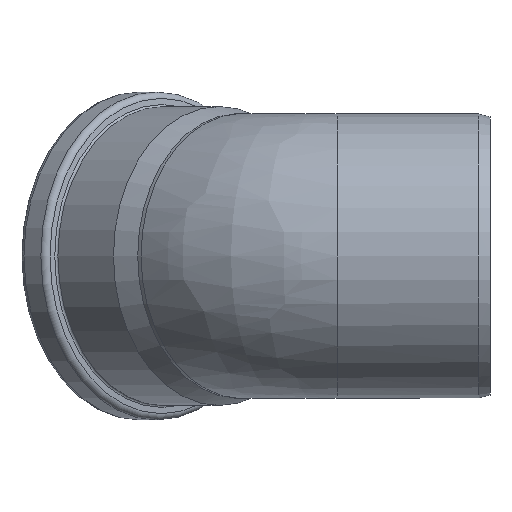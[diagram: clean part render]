
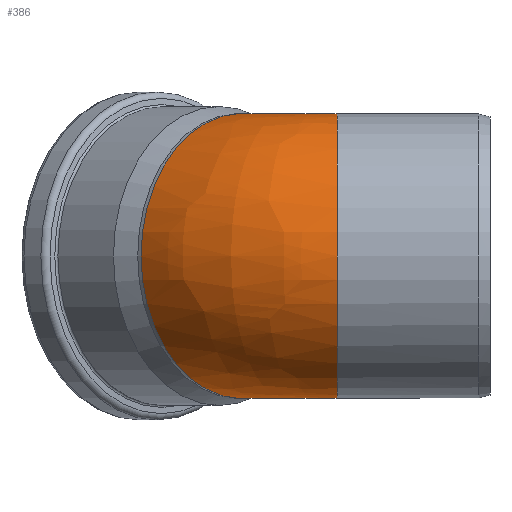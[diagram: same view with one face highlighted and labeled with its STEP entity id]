
A CAD part, left-side view. The second image highlights one B-rep face of the part: STEP entity #386.
In plain terms, the highlighted free-form (B-spline) face has degree [2, 2] with [9, 3] control points.
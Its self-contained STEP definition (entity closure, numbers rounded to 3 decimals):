
#29=(
BOUNDED_SURFACE()
B_SPLINE_SURFACE(2,2,((#709,#710,#711),(#712,#713,#714),(#715,#716,#717),
(#718,#719,#720),(#721,#722,#723),(#724,#725,#726),(#727,#728,#729),(#730,
#731,#732),(#733,#734,#735)),.UNSPECIFIED.,.F.,.F.,.F.)
B_SPLINE_SURFACE_WITH_KNOTS((3,2,2,2,3),(3,3),(-2.742,-1.371,
0.,1.371,2.742),(0.,
0.785),.UNSPECIFIED.)
GEOMETRIC_REPRESENTATION_ITEM()
RATIONAL_B_SPLINE_SURFACE(((1.,0.924,1.),(0.774,
0.715,0.774),(1.,0.924,1.),(0.774,
0.715,0.774),(1.,0.924,1.),(0.774,
0.715,0.774),(1.,0.924,1.),(0.774,
0.715,0.774),(1.,0.924,1.)))
REPRESENTATION_ITEM('')
SURFACE()
);
#46=B_SPLINE_CURVE_WITH_KNOTS('',3,(#660,#661,#662,#663,#664,#665,#666),
 .UNSPECIFIED.,.F.,.F.,(4,3,4),(-0.001,0.072,
0.144),.UNSPECIFIED.);
#47=B_SPLINE_CURVE_WITH_KNOTS('',3,(#670,#671,#672,#673,#674,#675,#676),
 .UNSPECIFIED.,.F.,.F.,(4,3,4),(-0.001,0.071,
0.144),.UNSPECIFIED.);
#84=FACE_OUTER_BOUND('',#120,.T.);
#120=EDGE_LOOP('',(#306,#307,#308,#309));
#184=CIRCLE('',#427,62.6);
#186=CIRCLE('',#429,62.6);
#218=VERTEX_POINT('',#658);
#219=VERTEX_POINT('',#659);
#220=VERTEX_POINT('',#667);
#221=VERTEX_POINT('',#669);
#255=EDGE_CURVE('',#218,#219,#46,.T.);
#257=EDGE_CURVE('',#221,#220,#47,.T.);
#261=EDGE_CURVE('',#221,#219,#184,.T.);
#263=EDGE_CURVE('',#220,#218,#186,.T.);
#306=ORIENTED_EDGE('',*,*,#257,.T.);
#307=ORIENTED_EDGE('',*,*,#263,.T.);
#308=ORIENTED_EDGE('',*,*,#255,.T.);
#309=ORIENTED_EDGE('',*,*,#261,.F.);
#386=ADVANCED_FACE('',(#84),#29,.F.);
#427=AXIS2_PLACEMENT_3D('',#707,#506,#507);
#429=AXIS2_PLACEMENT_3D('',#736,#510,#511);
#506=DIRECTION('center_axis',(0.707,0.707,0.));
#507=DIRECTION('ref_axis',(0.707,-0.707,0.));
#510=DIRECTION('center_axis',(0.,1.,0.));
#511=DIRECTION('ref_axis',(1.,0.,0.));
#658=CARTESIAN_POINT('',(57.658,67.354,24.379));
#659=CARTESIAN_POINT('',(58.197,68.657,24.379));
#660=CARTESIAN_POINT('Ctrl Pts',(57.658,67.354,24.379));
#661=CARTESIAN_POINT('Ctrl Pts',(57.665,67.597,24.361));
#662=CARTESIAN_POINT('Ctrl Pts',(57.718,67.836,24.352));
#663=CARTESIAN_POINT('Ctrl Pts',(57.812,68.06,24.353));
#664=CARTESIAN_POINT('Ctrl Pts',(57.904,68.281,24.353));
#665=CARTESIAN_POINT('Ctrl Pts',(58.034,68.483,24.361));
#666=CARTESIAN_POINT('Ctrl Pts',(58.197,68.657,24.379));
#667=CARTESIAN_POINT('',(57.658,67.354,-24.379));
#669=CARTESIAN_POINT('',(58.197,68.657,-24.379));
#670=CARTESIAN_POINT('Ctrl Pts',(58.197,68.657,-24.379));
#671=CARTESIAN_POINT('Ctrl Pts',(58.034,68.483,-24.361));
#672=CARTESIAN_POINT('Ctrl Pts',(57.904,68.281,-24.353));
#673=CARTESIAN_POINT('Ctrl Pts',(57.812,68.06,-24.353));
#674=CARTESIAN_POINT('Ctrl Pts',(57.718,67.836,-24.352));
#675=CARTESIAN_POINT('Ctrl Pts',(57.665,67.597,-24.361));
#676=CARTESIAN_POINT('Ctrl Pts',(57.658,67.354,-24.379));
#707=CARTESIAN_POINT('Origin',(17.427,109.427,0.));
#709=CARTESIAN_POINT('Ctrl Pts',(57.669,67.354,24.352));
#710=CARTESIAN_POINT('Ctrl Pts',(57.669,68.113,24.352));
#711=CARTESIAN_POINT('Ctrl Pts',(58.206,68.649,24.352));
#712=CARTESIAN_POINT('Ctrl Pts',(37.754,67.354,71.515));
#713=CARTESIAN_POINT('Ctrl Pts',(37.754,76.362,71.515));
#714=CARTESIAN_POINT('Ctrl Pts',(44.123,82.731,71.515));
#715=CARTESIAN_POINT('Ctrl Pts',(-12.423,67.354,61.355));
#716=CARTESIAN_POINT('Ctrl Pts',(-12.423,97.146,61.355));
#717=CARTESIAN_POINT('Ctrl Pts',(8.643,118.212,61.355));
#718=CARTESIAN_POINT('Ctrl Pts',(-62.6,67.354,51.195));
#719=CARTESIAN_POINT('Ctrl Pts',(-62.6,117.93,51.195));
#720=CARTESIAN_POINT('Ctrl Pts',(-26.838,153.692,51.195));
#721=CARTESIAN_POINT('Ctrl Pts',(-62.6,67.354,0.));
#722=CARTESIAN_POINT('Ctrl Pts',(-62.6,117.93,0.));
#723=CARTESIAN_POINT('Ctrl Pts',(-26.838,153.692,0.));
#724=CARTESIAN_POINT('Ctrl Pts',(-62.6,67.354,-51.195));
#725=CARTESIAN_POINT('Ctrl Pts',(-62.6,117.93,-51.195));
#726=CARTESIAN_POINT('Ctrl Pts',(-26.838,153.692,-51.195));
#727=CARTESIAN_POINT('Ctrl Pts',(-12.423,67.354,-61.355));
#728=CARTESIAN_POINT('Ctrl Pts',(-12.423,97.146,-61.355));
#729=CARTESIAN_POINT('Ctrl Pts',(8.643,118.212,-61.355));
#730=CARTESIAN_POINT('Ctrl Pts',(37.754,67.354,-71.515));
#731=CARTESIAN_POINT('Ctrl Pts',(37.754,76.362,-71.515));
#732=CARTESIAN_POINT('Ctrl Pts',(44.123,82.731,-71.515));
#733=CARTESIAN_POINT('Ctrl Pts',(57.669,67.354,-24.352));
#734=CARTESIAN_POINT('Ctrl Pts',(57.669,68.113,-24.352));
#735=CARTESIAN_POINT('Ctrl Pts',(58.206,68.649,-24.352));
#736=CARTESIAN_POINT('Origin',(0.,67.354,0.));
